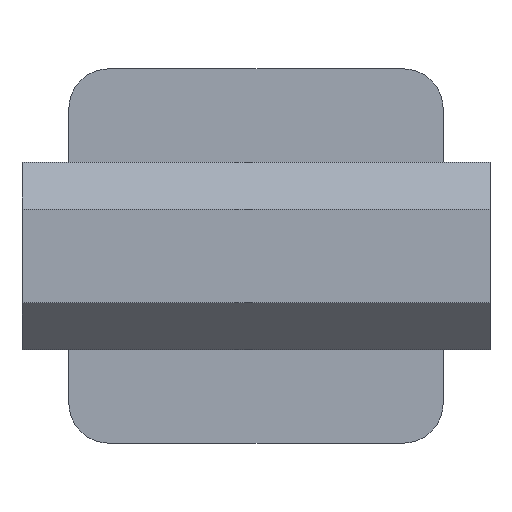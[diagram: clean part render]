
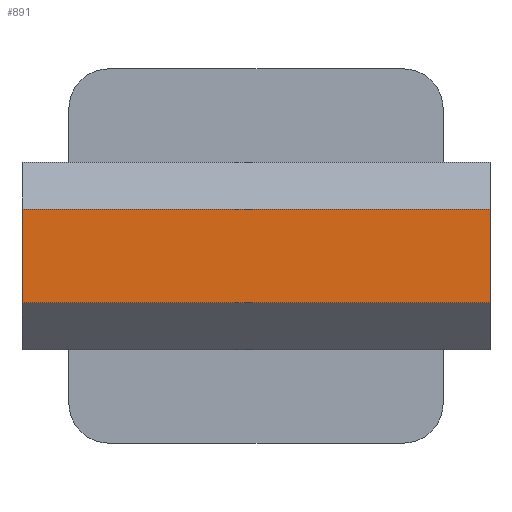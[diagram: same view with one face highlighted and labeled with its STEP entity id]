
A CAD part, front view. The second image highlights one B-rep face of the part: STEP entity #891.
In plain terms, the highlighted planar face has unit normal (0, -1, 0).
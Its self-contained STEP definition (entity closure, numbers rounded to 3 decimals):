
#233 = PLANE ( 'NONE',  #1623 ) ;
#239 = CARTESIAN_POINT ( 'NONE',  ( 35., -44.1, -7. ) ) ;
#253 = VECTOR ( 'NONE', #2028, 1000. ) ;
#303 = CARTESIAN_POINT ( 'NONE',  ( 35., -44.1, 7. ) ) ;
#306 = EDGE_CURVE ( 'NONE', #389, #1029, #927, .T. ) ;
#323 = CARTESIAN_POINT ( 'NONE',  ( 35., -44.1, -7. ) ) ;
#389 = VERTEX_POINT ( 'NONE', #1908 ) ;
#434 = CARTESIAN_POINT ( 'NONE',  ( 35., -44.1, -7. ) ) ;
#477 = CARTESIAN_POINT ( 'NONE',  ( -35., -44.1, -7. ) ) ;
#568 = CARTESIAN_POINT ( 'NONE',  ( 35., -44.1, -7. ) ) ;
#696 = EDGE_LOOP ( 'NONE', ( #2126, #1935, #1216, #1928 ) ) ;
#722 = CARTESIAN_POINT ( 'NONE',  ( -35., -44.1, 7. ) ) ;
#891 = ADVANCED_FACE ( 'NONE', ( #2045 ), #233, .F. ) ;
#927 = LINE ( 'NONE', #568, #2216 ) ;
#1012 = DIRECTION ( 'NONE',  ( -1., 0., 0. ) ) ;
#1029 = VERTEX_POINT ( 'NONE', #323 ) ;
#1216 = ORIENTED_EDGE ( 'NONE', *, *, #2279, .F. ) ;
#1267 = LINE ( 'NONE', #239, #253 ) ;
#1294 = DIRECTION ( 'NONE',  ( 0., 0., -1. ) ) ;
#1380 = DIRECTION ( 'NONE',  ( 0., 0., -1. ) ) ;
#1411 = EDGE_CURVE ( 'NONE', #1751, #1743, #1588, .T. ) ;
#1459 = VECTOR ( 'NONE', #1380, 1000. ) ;
#1559 = LINE ( 'NONE', #303, #1652 ) ;
#1588 = LINE ( 'NONE', #477, #1459 ) ;
#1595 = EDGE_CURVE ( 'NONE', #389, #1751, #1559, .T. ) ;
#1623 = AXIS2_PLACEMENT_3D ( 'NONE', #434, #1873, #2232 ) ;
#1652 = VECTOR ( 'NONE', #1012, 1000. ) ;
#1743 = VERTEX_POINT ( 'NONE', #1853 ) ;
#1751 = VERTEX_POINT ( 'NONE', #722 ) ;
#1853 = CARTESIAN_POINT ( 'NONE',  ( -35., -44.1, -7. ) ) ;
#1873 = DIRECTION ( 'NONE',  ( 0., 1., 0. ) ) ;
#1908 = CARTESIAN_POINT ( 'NONE',  ( 35., -44.1, 7. ) ) ;
#1928 = ORIENTED_EDGE ( 'NONE', *, *, #306, .F. ) ;
#1935 = ORIENTED_EDGE ( 'NONE', *, *, #1411, .T. ) ;
#2028 = DIRECTION ( 'NONE',  ( -1., 0., 0. ) ) ;
#2045 = FACE_OUTER_BOUND ( 'NONE', #696, .T. ) ;
#2126 = ORIENTED_EDGE ( 'NONE', *, *, #1595, .T. ) ;
#2216 = VECTOR ( 'NONE', #1294, 1000. ) ;
#2232 = DIRECTION ( 'NONE',  ( 0., 0., 1. ) ) ;
#2279 = EDGE_CURVE ( 'NONE', #1029, #1743, #1267, .T. ) ;
